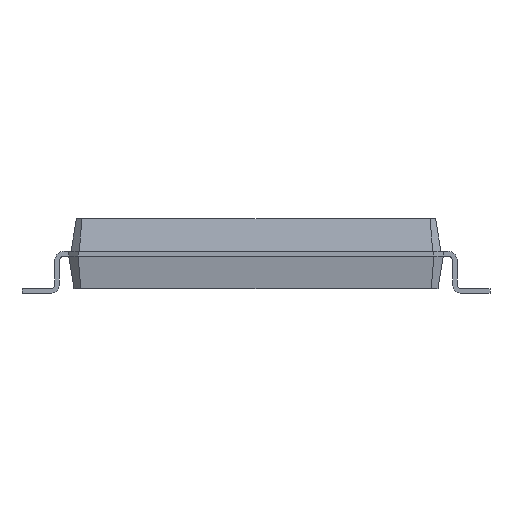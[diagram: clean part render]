
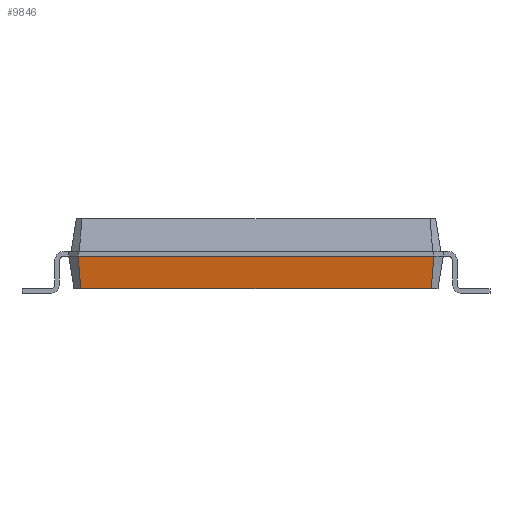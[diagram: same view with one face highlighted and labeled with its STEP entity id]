
A CAD part, front view. The second image highlights one B-rep face of the part: STEP entity #9846.
In plain terms, the highlighted free-form (B-spline) face has degree [1, 1] with [2, 2] control points.
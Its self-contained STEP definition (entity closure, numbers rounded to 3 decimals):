
#772 = PLANE('',#773);
#773 = AXIS2_PLACEMENT_3D('',#774,#775,#776);
#774 = CARTESIAN_POINT('',(-3.745,6.139,0.1));
#775 = DIRECTION('',(0.,-0.,-1.));
#776 = DIRECTION('',(0.521,-0.854,0.));
#799 = B_SPLINE_SURFACE_WITH_KNOTS('',1,1,(
(#800,#801)
,(#802,#803
)),.UNSPECIFIED.,.F.,.F.,.F.,(2,2),(2,2),(0.,0.283),(0.,1.)
,.PIECEWISE_BEZIER_KNOTS.);
#800 = CARTESIAN_POINT('',(3.889,-5.995,0.1));
#801 = CARTESIAN_POINT('',(4.,-6.05,0.8));
#802 = CARTESIAN_POINT('',(3.745,-6.139,0.1));
#803 = CARTESIAN_POINT('',(3.8,-6.25,0.8));
#2967 = VERTEX_POINT('',#2968);
#2968 = CARTESIAN_POINT('',(3.745,-6.139,0.1));
#2988 = EDGE_CURVE('',#2967,#2989,#2991,.T.);
#2989 = VERTEX_POINT('',#2990);
#2990 = CARTESIAN_POINT('',(-3.745,-6.139,0.1));
#2991 = SURFACE_CURVE('',#2992,(#2996,#3003),.PCURVE_S1.);
#2992 = LINE('',#2993,#2994);
#2993 = CARTESIAN_POINT('',(3.745,-6.139,0.1));
#2994 = VECTOR('',#2995,1.);
#2995 = DIRECTION('',(-1.,0.,0.));
#2996 = PCURVE('',#772,#2997);
#2997 = DEFINITIONAL_REPRESENTATION('',(#2998),#3002);
#2998 = LINE('',#2999,#3000);
#2999 = CARTESIAN_POINT('',(14.382,0.));
#3000 = VECTOR('',#3001,1.);
#3001 = DIRECTION('',(-0.521,0.854));
#3002 = ( GEOMETRIC_REPRESENTATION_CONTEXT(2)
PARAMETRIC_REPRESENTATION_CONTEXT() REPRESENTATION_CONTEXT('2D SPACE',''
) );
#3003 = PCURVE('',#3004,#3009);
#3004 = B_SPLINE_SURFACE_WITH_KNOTS('',1,1,(
(#3005,#3006)
,(#3007,#3008
)),.UNSPECIFIED.,.F.,.F.,.F.,(2,2),(2,2),(0.,7.6),(0.,1.),
.PIECEWISE_BEZIER_KNOTS.);
#3005 = CARTESIAN_POINT('',(3.745,-6.139,0.1));
#3006 = CARTESIAN_POINT('',(3.8,-6.25,0.8));
#3007 = CARTESIAN_POINT('',(-3.745,-6.139,0.1));
#3008 = CARTESIAN_POINT('',(-3.8,-6.25,0.8));
#3009 = DEFINITIONAL_REPRESENTATION('',(#3010),#3013);
#3010 = B_SPLINE_CURVE_WITH_KNOTS('',1,(#3011,#3012),.UNSPECIFIED.,.F.,
.F.,(2,2),(0.,7.489),.PIECEWISE_BEZIER_KNOTS.);
#3011 = CARTESIAN_POINT('',(0.,0.));
#3012 = CARTESIAN_POINT('',(7.6,0.));
#3013 = ( GEOMETRIC_REPRESENTATION_CONTEXT(2)
PARAMETRIC_REPRESENTATION_CONTEXT() REPRESENTATION_CONTEXT('2D SPACE',''
) );
#3031 = B_SPLINE_SURFACE_WITH_KNOTS('',1,1,(
(#3032,#3033)
,(#3034,#3035
)),.UNSPECIFIED.,.F.,.F.,.F.,(2,2),(2,2),(0.,0.283),(0.,1.)
,.PIECEWISE_BEZIER_KNOTS.);
#3032 = CARTESIAN_POINT('',(-3.745,-6.139,0.1));
#3033 = CARTESIAN_POINT('',(-3.8,-6.25,0.8));
#3034 = CARTESIAN_POINT('',(-3.889,-5.995,0.1));
#3035 = CARTESIAN_POINT('',(-4.,-6.05,0.8));
#3098 = EDGE_CURVE('',#2967,#3099,#3101,.T.);
#3099 = VERTEX_POINT('',#3100);
#3100 = CARTESIAN_POINT('',(3.8,-6.25,0.8));
#3101 = SURFACE_CURVE('',#3102,(#3105,#3112),.PCURVE_S1.);
#3102 = B_SPLINE_CURVE_WITH_KNOTS('',1,(#3103,#3104),.UNSPECIFIED.,.F.,
.F.,(2,2),(0.,1.),.PIECEWISE_BEZIER_KNOTS.);
#3103 = CARTESIAN_POINT('',(3.745,-6.139,0.1));
#3104 = CARTESIAN_POINT('',(3.8,-6.25,0.8));
#3105 = PCURVE('',#799,#3106);
#3106 = DEFINITIONAL_REPRESENTATION('',(#3107),#3111);
#3107 = LINE('',#3108,#3109);
#3108 = CARTESIAN_POINT('',(0.283,0.));
#3109 = VECTOR('',#3110,1.);
#3110 = DIRECTION('',(0.,1.));
#3111 = ( GEOMETRIC_REPRESENTATION_CONTEXT(2)
PARAMETRIC_REPRESENTATION_CONTEXT() REPRESENTATION_CONTEXT('2D SPACE',''
) );
#3112 = PCURVE('',#3004,#3113);
#3113 = DEFINITIONAL_REPRESENTATION('',(#3114),#3118);
#3114 = LINE('',#3115,#3116);
#3115 = CARTESIAN_POINT('',(0.,0.));
#3116 = VECTOR('',#3117,1.);
#3117 = DIRECTION('',(0.,1.));
#3118 = ( GEOMETRIC_REPRESENTATION_CONTEXT(2)
PARAMETRIC_REPRESENTATION_CONTEXT() REPRESENTATION_CONTEXT('2D SPACE',''
) );
#9846 = ADVANCED_FACE('',(#9847),#3004,.F.);
#9847 = FACE_BOUND('',#9848,.F.);
#9848 = EDGE_LOOP('',(#9849,#9850,#9872,#9898));
#9849 = ORIENTED_EDGE('',*,*,#2988,.T.);
#9850 = ORIENTED_EDGE('',*,*,#9851,.T.);
#9851 = EDGE_CURVE('',#2989,#9852,#9854,.T.);
#9852 = VERTEX_POINT('',#9853);
#9853 = CARTESIAN_POINT('',(-3.8,-6.25,0.8));
#9854 = SURFACE_CURVE('',#9855,(#9858,#9865),.PCURVE_S1.);
#9855 = B_SPLINE_CURVE_WITH_KNOTS('',1,(#9856,#9857),.UNSPECIFIED.,.F.,
.F.,(2,2),(0.,1.),.PIECEWISE_BEZIER_KNOTS.);
#9856 = CARTESIAN_POINT('',(-3.745,-6.139,0.1));
#9857 = CARTESIAN_POINT('',(-3.8,-6.25,0.8));
#9858 = PCURVE('',#3004,#9859);
#9859 = DEFINITIONAL_REPRESENTATION('',(#9860),#9864);
#9860 = LINE('',#9861,#9862);
#9861 = CARTESIAN_POINT('',(7.6,0.));
#9862 = VECTOR('',#9863,1.);
#9863 = DIRECTION('',(0.,1.));
#9864 = ( GEOMETRIC_REPRESENTATION_CONTEXT(2)
PARAMETRIC_REPRESENTATION_CONTEXT() REPRESENTATION_CONTEXT('2D SPACE',''
) );
#9865 = PCURVE('',#3031,#9866);
#9866 = DEFINITIONAL_REPRESENTATION('',(#9867),#9871);
#9867 = LINE('',#9868,#9869);
#9868 = CARTESIAN_POINT('',(0.,0.));
#9869 = VECTOR('',#9870,1.);
#9870 = DIRECTION('',(0.,1.));
#9871 = ( GEOMETRIC_REPRESENTATION_CONTEXT(2)
PARAMETRIC_REPRESENTATION_CONTEXT() REPRESENTATION_CONTEXT('2D SPACE',''
) );
#9872 = ORIENTED_EDGE('',*,*,#9873,.F.);
#9873 = EDGE_CURVE('',#3099,#9852,#9874,.T.);
#9874 = SURFACE_CURVE('',#9875,(#9879,#9886),.PCURVE_S1.);
#9875 = LINE('',#9876,#9877);
#9876 = CARTESIAN_POINT('',(3.8,-6.25,0.8));
#9877 = VECTOR('',#9878,1.);
#9878 = DIRECTION('',(-1.,0.,0.));
#9879 = PCURVE('',#3004,#9880);
#9880 = DEFINITIONAL_REPRESENTATION('',(#9881),#9885);
#9881 = LINE('',#9882,#9883);
#9882 = CARTESIAN_POINT('',(0.,1.));
#9883 = VECTOR('',#9884,1.);
#9884 = DIRECTION('',(1.,0.));
#9885 = ( GEOMETRIC_REPRESENTATION_CONTEXT(2)
PARAMETRIC_REPRESENTATION_CONTEXT() REPRESENTATION_CONTEXT('2D SPACE',''
) );
#9886 = PCURVE('',#9887,#9892);
#9887 = PLANE('',#9888);
#9888 = AXIS2_PLACEMENT_3D('',#9889,#9890,#9891);
#9889 = CARTESIAN_POINT('',(3.8,-6.25,0.9));
#9890 = DIRECTION('',(0.,1.,0.));
#9891 = DIRECTION('',(-1.,0.,0.));
#9892 = DEFINITIONAL_REPRESENTATION('',(#9893),#9897);
#9893 = LINE('',#9894,#9895);
#9894 = CARTESIAN_POINT('',(0.,-0.1));
#9895 = VECTOR('',#9896,1.);
#9896 = DIRECTION('',(1.,0.));
#9897 = ( GEOMETRIC_REPRESENTATION_CONTEXT(2)
PARAMETRIC_REPRESENTATION_CONTEXT() REPRESENTATION_CONTEXT('2D SPACE',''
) );
#9898 = ORIENTED_EDGE('',*,*,#3098,.F.);
